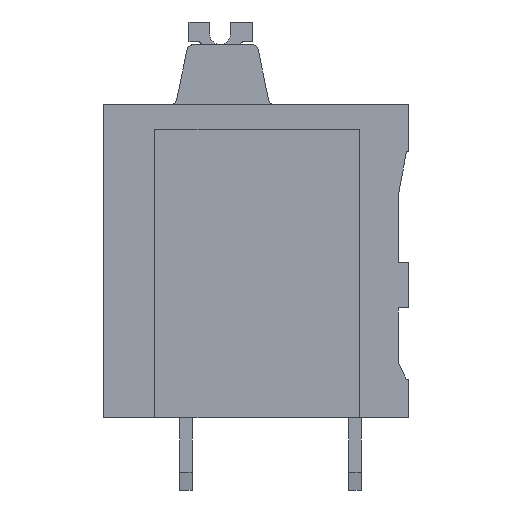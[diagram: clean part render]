
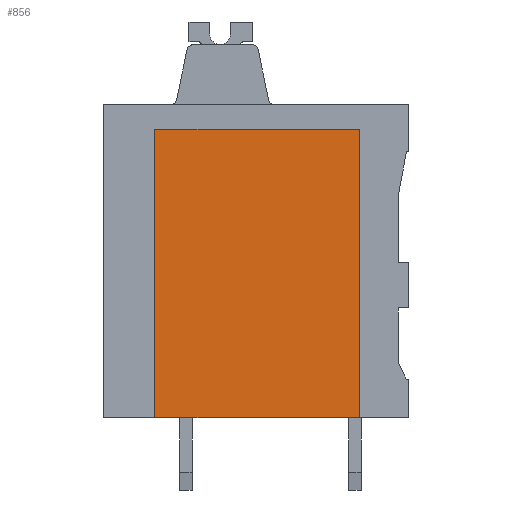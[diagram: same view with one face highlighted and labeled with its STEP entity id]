
A CAD part, left-side view. The second image highlights one B-rep face of the part: STEP entity #856.
In plain terms, the highlighted planar face has unit normal (-1, 0, 0).
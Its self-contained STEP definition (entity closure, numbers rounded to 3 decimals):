
#848=AXIS2_PLACEMENT_3D('Plane Axis2P3D',#845,#846,#847) ;
#390=CARTESIAN_POINT('Vertex',(1.1,2.4,3.5)) ;
#393=CARTESIAN_POINT('Line Origine',(1.1,7.35,3.5)) ;
#397=CARTESIAN_POINT('Vertex',(1.1,12.3,3.5)) ;
#785=CARTESIAN_POINT('Line Origine',(1.1,12.3,10.5)) ;
#789=CARTESIAN_POINT('Vertex',(1.1,12.3,17.5)) ;
#809=CARTESIAN_POINT('Line Origine',(1.1,7.35,17.5)) ;
#813=CARTESIAN_POINT('Vertex',(1.1,2.4,17.5)) ;
#833=CARTESIAN_POINT('Line Origine',(1.1,2.4,10.5)) ;
#845=CARTESIAN_POINT('Axis2P3D Location',(1.1,-3.5,22.7)) ;
#394=DIRECTION('Vector Direction',(0.,1.,0.)) ;
#786=DIRECTION('Vector Direction',(0.,0.,-1.)) ;
#810=DIRECTION('Vector Direction',(0.,1.,0.)) ;
#834=DIRECTION('Vector Direction',(0.,0.,-1.)) ;
#846=DIRECTION('Axis2P3D Direction',(-1.,0.,0.)) ;
#847=DIRECTION('Axis2P3D XDirection',(0.,0.,1.)) ;
#395=VECTOR('Line Direction',#394,1.) ;
#787=VECTOR('Line Direction',#786,1.) ;
#811=VECTOR('Line Direction',#810,1.) ;
#835=VECTOR('Line Direction',#834,1.) ;
#851=ORIENTED_EDGE('',*,*,#837,.F.) ;
#852=ORIENTED_EDGE('',*,*,#815,.T.) ;
#853=ORIENTED_EDGE('',*,*,#791,.T.) ;
#854=ORIENTED_EDGE('',*,*,#399,.F.) ;
#856=ADVANCED_FACE('housing left',(#855),#849,.T.) ;
#399=EDGE_CURVE('',#391,#398,#396,.T.) ;
#791=EDGE_CURVE('',#790,#398,#788,.T.) ;
#815=EDGE_CURVE('',#814,#790,#812,.T.) ;
#837=EDGE_CURVE('',#814,#391,#836,.T.) ;
#850=EDGE_LOOP('',(#851,#852,#853,#854)) ;
#855=FACE_OUTER_BOUND('',#850,.T.) ;
#396=LINE('Line',#393,#395) ;
#788=LINE('Line',#785,#787) ;
#812=LINE('Line',#809,#811) ;
#836=LINE('Line',#833,#835) ;
#849=PLANE('',#848) ;
#391=VERTEX_POINT('',#390) ;
#398=VERTEX_POINT('',#397) ;
#790=VERTEX_POINT('',#789) ;
#814=VERTEX_POINT('',#813) ;
